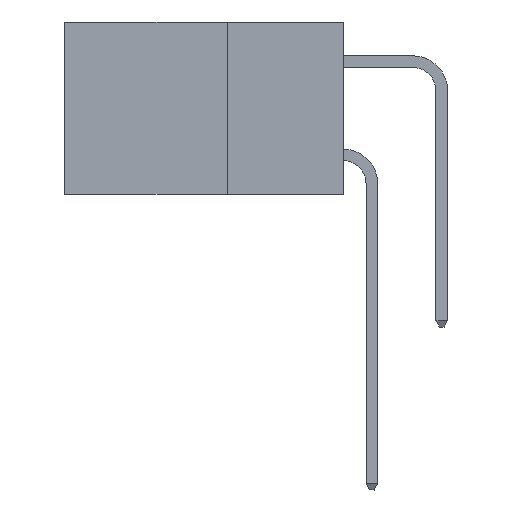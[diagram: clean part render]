
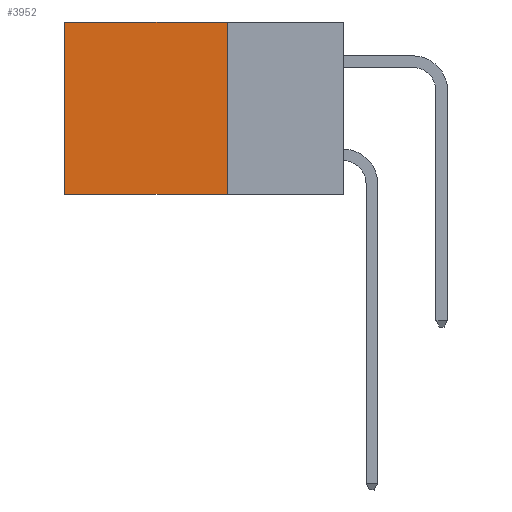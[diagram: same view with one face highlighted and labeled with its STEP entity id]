
A CAD part, left-side view. The second image highlights one B-rep face of the part: STEP entity #3952.
In plain terms, the highlighted planar face has unit normal (-1, 0, 0).
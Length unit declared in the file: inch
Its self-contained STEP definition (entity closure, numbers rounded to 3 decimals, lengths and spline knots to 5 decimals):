
#428 = DIRECTION ( 'NONE',  ( 0., 0., -1. ) ) ;
#567 = CARTESIAN_POINT ( 'NONE',  ( 0.298, 0.25, 0. ) ) ;
#783 = VECTOR ( 'NONE', #5907, 39.37008 ) ;
#1251 = CARTESIAN_POINT ( 'NONE',  ( 0.298, 0.6, 0. ) ) ;
#1406 = EDGE_CURVE ( 'NONE', #11072, #9385, #3393, .T. ) ;
#1570 = DIRECTION ( 'NONE',  ( 0., 0., -1. ) ) ;
#1660 = VECTOR ( 'NONE', #1570, 39.37008 ) ;
#2016 = LINE ( 'NONE', #1251, #6770 ) ;
#2236 = ORIENTED_EDGE ( 'NONE', *, *, #3859, .T. ) ;
#2531 = ORIENTED_EDGE ( 'NONE', *, *, #3702, .F. ) ;
#2630 = ORIENTED_EDGE ( 'NONE', *, *, #10587, .F. ) ;
#3158 = ORIENTED_EDGE ( 'NONE', *, *, #1406, .T. ) ;
#3356 = CARTESIAN_POINT ( 'NONE',  ( 0.298, 0.25, 0. ) ) ;
#3393 = LINE ( 'NONE', #6850, #783 ) ;
#3517 = AXIS2_PLACEMENT_3D ( 'NONE', #3356, #6199, #428 ) ;
#3702 = EDGE_CURVE ( 'NONE', #4488, #11461, #11302, .T. ) ;
#3818 = VECTOR ( 'NONE', #5861, 39.37008 ) ;
#3859 = EDGE_CURVE ( 'NONE', #9385, #11461, #2016, .T. ) ;
#3952 = ADVANCED_FACE ( 'NONE', ( #11436 ), #11793, .F. ) ;
#4488 = VERTEX_POINT ( 'NONE', #9797 ) ;
#5861 = DIRECTION ( 'NONE',  ( 0., 1., 0. ) ) ;
#5907 = DIRECTION ( 'NONE',  ( 0., 1., 0. ) ) ;
#6199 = DIRECTION ( 'NONE',  ( 1., 0., 0. ) ) ;
#6400 = CARTESIAN_POINT ( 'NONE',  ( 0.298, 0.6, -0.37 ) ) ;
#6770 = VECTOR ( 'NONE', #11674, 39.37008 ) ;
#6850 = CARTESIAN_POINT ( 'NONE',  ( 0.298, 0.25, 0. ) ) ;
#6963 = EDGE_LOOP ( 'NONE', ( #2236, #2531, #2630, #3158 ) ) ;
#7275 = CARTESIAN_POINT ( 'NONE',  ( 0.298, 0.25, 0. ) ) ;
#8484 = CARTESIAN_POINT ( 'NONE',  ( 0.298, 0.25, -0.37 ) ) ;
#9385 = VERTEX_POINT ( 'NONE', #9943 ) ;
#9797 = CARTESIAN_POINT ( 'NONE',  ( 0.298, 0.25, -0.37 ) ) ;
#9943 = CARTESIAN_POINT ( 'NONE',  ( 0.298, 0.6, 0. ) ) ;
#10587 = EDGE_CURVE ( 'NONE', #11072, #4488, #11682, .T. ) ;
#11072 = VERTEX_POINT ( 'NONE', #7275 ) ;
#11302 = LINE ( 'NONE', #8484, #3818 ) ;
#11436 = FACE_OUTER_BOUND ( 'NONE', #6963, .T. ) ;
#11461 = VERTEX_POINT ( 'NONE', #6400 ) ;
#11674 = DIRECTION ( 'NONE',  ( 0., 0., -1. ) ) ;
#11682 = LINE ( 'NONE', #567, #1660 ) ;
#11793 = PLANE ( 'NONE',  #3517 ) ;
